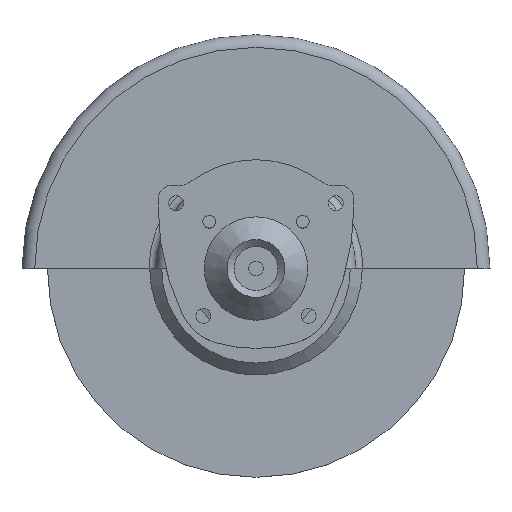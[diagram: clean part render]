
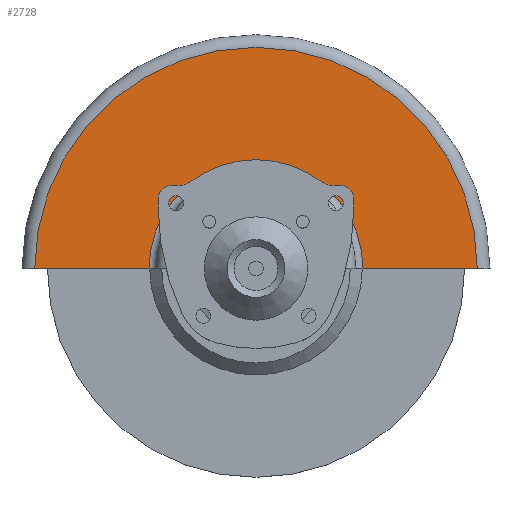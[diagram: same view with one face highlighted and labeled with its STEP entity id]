
A CAD part, top view. The second image highlights one B-rep face of the part: STEP entity #2728.
In plain terms, the highlighted planar face has unit normal (0, 0, 1).
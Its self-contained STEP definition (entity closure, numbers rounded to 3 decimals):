
#88=LINE('',#4706,#214);
#100=LINE('',#4753,#226);
#214=VECTOR('',#3841,1000.);
#226=VECTOR('',#3879,1000.);
#410=PLANE('',#3185);
#848=ORIENTED_EDGE('',*,*,#1372,.F.);
#849=ORIENTED_EDGE('',*,*,#1334,.F.);
#850=ORIENTED_EDGE('',*,*,#1371,.T.);
#851=ORIENTED_EDGE('',*,*,#1358,.T.);
#1334=EDGE_CURVE('',#1647,#1648,#88,.T.);
#1358=EDGE_CURVE('',#1670,#1669,#100,.T.);
#1371=EDGE_CURVE('',#1647,#1670,#1917,.T.);
#1372=EDGE_CURVE('',#1648,#1669,#1918,.T.);
#1647=VERTEX_POINT('',#4705);
#1648=VERTEX_POINT('',#4707);
#1669=VERTEX_POINT('',#4752);
#1670=VERTEX_POINT('',#4754);
#1917=CIRCLE('',#3184,29.5);
#1918=CIRCLE('',#3186,61.);
#2153=EDGE_LOOP('',(#848,#849,#850,#851));
#2433=FACE_BOUND('',#2153,.T.);
#2728=ADVANCED_FACE('',(#2433),#410,.F.);
#3184=AXIS2_PLACEMENT_3D('',#4779,#3923,#3924);
#3185=AXIS2_PLACEMENT_3D('',#4780,#3925,#3926);
#3186=AXIS2_PLACEMENT_3D('',#4781,#3927,#3928);
#3841=DIRECTION('',(-1.,0.,0.));
#3879=DIRECTION('',(1.,0.,0.));
#3923=DIRECTION('',(0.,0.,-1.));
#3924=DIRECTION('',(-1.,0.,0.));
#3925=DIRECTION('',(0.,0.,-1.));
#3926=DIRECTION('',(-1.,0.,0.));
#3927=DIRECTION('',(0.,0.,-1.));
#3928=DIRECTION('',(-1.,0.,0.));
#4705=CARTESIAN_POINT('',(-29.5,0.,25.5));
#4706=CARTESIAN_POINT('',(-29.5,0.,25.5));
#4707=CARTESIAN_POINT('',(-61.,0.,25.5));
#4752=CARTESIAN_POINT('',(61.,0.,25.5));
#4753=CARTESIAN_POINT('',(29.5,0.,25.5));
#4754=CARTESIAN_POINT('',(29.5,0.,25.5));
#4779=CARTESIAN_POINT('',(0.,0.,25.5));
#4780=CARTESIAN_POINT('',(-29.5,0.,25.5));
#4781=CARTESIAN_POINT('',(0.,0.,25.5));
